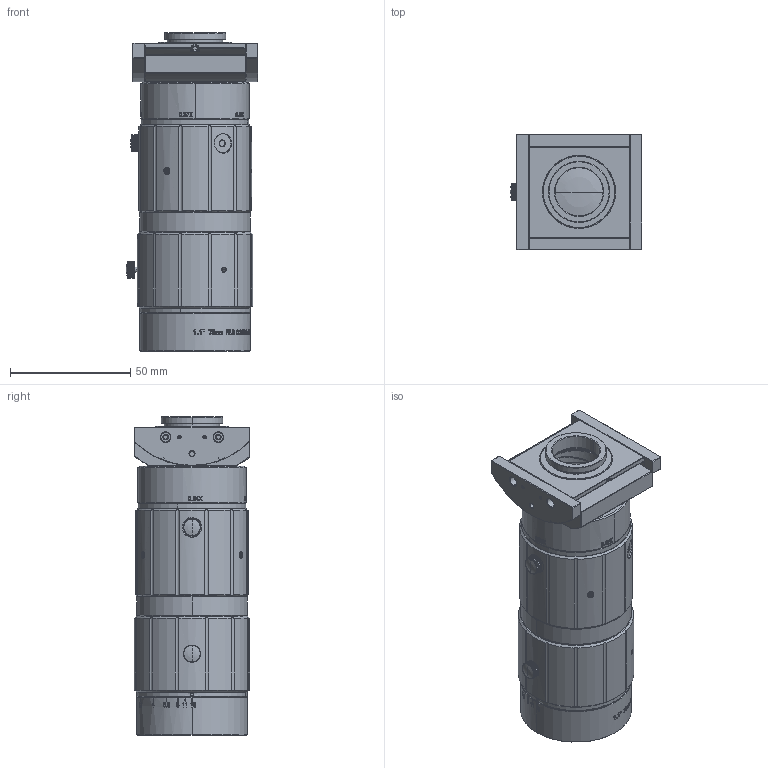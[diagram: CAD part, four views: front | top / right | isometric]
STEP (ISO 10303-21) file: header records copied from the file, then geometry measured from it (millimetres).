
FILE_DESCRIPTION((''),'2;1');
FILE_NAME('ASM0001_ASM','2020-09-16T',('Administrator'),(''),'PRO/ENGINEER BY PARAMETRIC TECHNOLOGY CORPORATION, 2014320','PRO/ENGINEER BY PARAMETRIC TECHNOLOGY CORPORATION, 2014320','');
FILE_SCHEMA(('CONFIG_CONTROL_DESIGN','SHAPE_APPEARANCE_LAYERS_GROUPS'));
Products named in the file (9): MANIFOLD_SOLID_BREP_6344_1; MANIFOLD_SOLID_BREP_6345_2; MANIFOLD_SOLID_BREP_6346_1; MANIFOLD_SOLID_BREP_6347_1; MANIFOLD_SOLID_BREP_6348_1; ADMI20A0C8207VDL_ASM_1_ASM; 3D__ASM_1_ASM; MC7528B-_; ASM0001_ASM
Assembly tree (8 placements, depth 4):
  ASM0001_ASM
    3D__ASM_1_ASM
      ADMI20A0C8207VDL_ASM_1_ASM
        MANIFOLD_SOLID_BREP_6344_1
        MANIFOLD_SOLID_BREP_6345_2
        MANIFOLD_SOLID_BREP_6346_1
        MANIFOLD_SOLID_BREP_6347_1
        MANIFOLD_SOLID_BREP_6348_1
    MC7528B-_
Bounding box: 54.55 x 48 x 132.55 mm (x, y, z)
Volume: 145782.6 mm3; surface area: 71069.7 mm2
Topology: 6 solids, 16 shells, 2868 faces, 7760 edges, 5130 vertices
Faces by surface type: plane 1151, cylinder 803, bspline 528, cone 280, extrusion 70, torus 24, sphere 12
Entity records: 127506 total; most frequent: CARTESIAN_POINT 47011, ORIENTED_EDGE 15496, DIRECTION 13324, EDGE_CURVE 7748, VERTEX_POINT 5130, AXIS2_PLACEMENT_3D 4886, VECTOR 3552, LINE 3482
